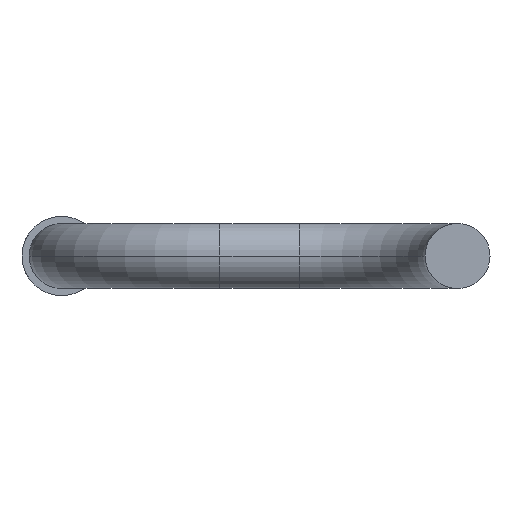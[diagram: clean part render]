
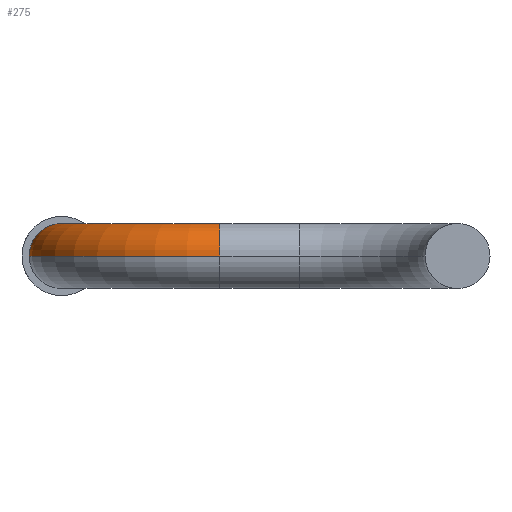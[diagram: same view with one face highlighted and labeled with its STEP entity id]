
A CAD part, left-side view. The second image highlights one B-rep face of the part: STEP entity #275.
In plain terms, the highlighted toroidal (fillet/blend) face has major radius 12.7 mm and minor radius 2.603 mm.
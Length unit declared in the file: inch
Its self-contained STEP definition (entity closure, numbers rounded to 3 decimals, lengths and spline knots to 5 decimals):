
#38 = EDGE_CURVE ( 'NONE', #572, #69, #221, .T. ) ;
#63 = EDGE_CURVE ( 'NONE', #377, #261, #809, .T. ) ;
#64 = DIRECTION ( 'NONE',  ( 0., -1., 0. ) ) ;
#69 = VERTEX_POINT ( 'NONE', #320 ) ;
#96 = AXIS2_PLACEMENT_3D ( 'NONE', #113, #141, #395 ) ;
#113 = CARTESIAN_POINT ( 'NONE',  ( -3., -0.5, 0. ) ) ;
#141 = DIRECTION ( 'NONE',  ( 0., -1., 0. ) ) ;
#221 = CIRCLE ( 'NONE', #312, 0.3975 ) ;
#223 = TOROIDAL_SURFACE ( 'NONE', #394, 0.5, 0.1025 ) ;
#244 = FACE_OUTER_BOUND ( 'NONE', #868, .T. ) ;
#255 = DIRECTION ( 'NONE',  ( 0., 0., 1. ) ) ;
#261 = VERTEX_POINT ( 'NONE', #622 ) ;
#275 = ADVANCED_FACE ( 'NONE', ( #244 ), #223, .T. ) ;
#281 = ORIENTED_EDGE ( 'NONE', *, *, #63, .T. ) ;
#288 = EDGE_CURVE ( 'NONE', #69, #261, #606, .T. ) ;
#312 = AXIS2_PLACEMENT_3D ( 'NONE', #898, #255, #601 ) ;
#320 = CARTESIAN_POINT ( 'NONE',  ( -2.8975, -0.5, 0. ) ) ;
#325 = CIRCLE ( 'NONE', #379, 0.1025 ) ;
#377 = VERTEX_POINT ( 'NONE', #736 ) ;
#379 = AXIS2_PLACEMENT_3D ( 'NONE', #752, #953, #64 ) ;
#394 = AXIS2_PLACEMENT_3D ( 'NONE', #968, #566, #521 ) ;
#395 = DIRECTION ( 'NONE',  ( 1., 0., 0. ) ) ;
#438 = DIRECTION ( 'NONE',  ( 1., 0., 0. ) ) ;
#498 = DIRECTION ( 'NONE',  ( 0., 0., 1. ) ) ;
#521 = DIRECTION ( 'NONE',  ( 1., 0., 0. ) ) ;
#566 = DIRECTION ( 'NONE',  ( 0., 0., 1. ) ) ;
#572 = VERTEX_POINT ( 'NONE', #696 ) ;
#601 = DIRECTION ( 'NONE',  ( 1., 0., 0. ) ) ;
#606 = CIRCLE ( 'NONE', #96, 0.1025 ) ;
#622 = CARTESIAN_POINT ( 'NONE',  ( -3.1025, -0.5, 0. ) ) ;
#623 = ORIENTED_EDGE ( 'NONE', *, *, #288, .F. ) ;
#696 = CARTESIAN_POINT ( 'NONE',  ( -2.5, -0.1025, 0. ) ) ;
#717 = CARTESIAN_POINT ( 'NONE',  ( -2.5, -0.5, 0. ) ) ;
#736 = CARTESIAN_POINT ( 'NONE',  ( -2.5, 0.1025, 0. ) ) ;
#752 = CARTESIAN_POINT ( 'NONE',  ( -2.5, 0., 0. ) ) ;
#791 = AXIS2_PLACEMENT_3D ( 'NONE', #717, #498, #438 ) ;
#805 = EDGE_CURVE ( 'NONE', #572, #377, #325, .T. ) ;
#809 = CIRCLE ( 'NONE', #791, 0.6025 ) ;
#868 = EDGE_LOOP ( 'NONE', ( #960, #281, #623, #971 ) ) ;
#898 = CARTESIAN_POINT ( 'NONE',  ( -2.5, -0.5, 0. ) ) ;
#953 = DIRECTION ( 'NONE',  ( -1., 0., 0. ) ) ;
#960 = ORIENTED_EDGE ( 'NONE', *, *, #805, .T. ) ;
#968 = CARTESIAN_POINT ( 'NONE',  ( -2.5, -0.5, 0. ) ) ;
#971 = ORIENTED_EDGE ( 'NONE', *, *, #38, .F. ) ;
